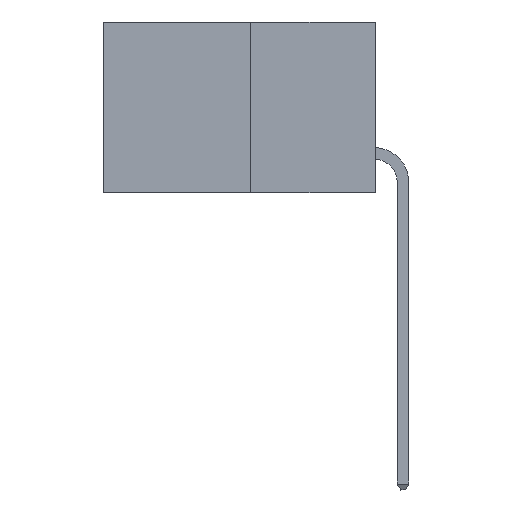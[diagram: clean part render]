
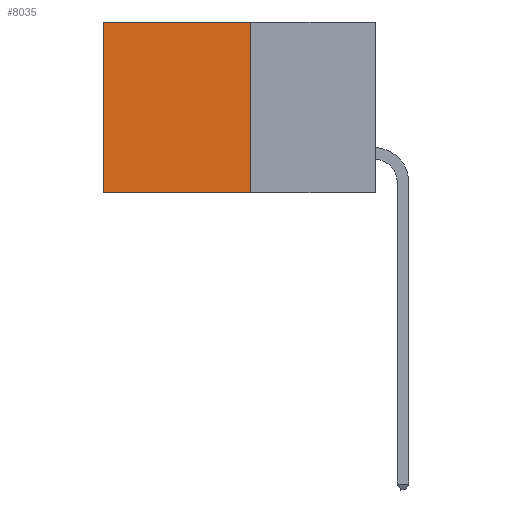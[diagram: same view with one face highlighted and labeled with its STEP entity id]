
A CAD part, left-side view. The second image highlights one B-rep face of the part: STEP entity #8035.
In plain terms, the highlighted planar face has unit normal (-1, 0, 0).
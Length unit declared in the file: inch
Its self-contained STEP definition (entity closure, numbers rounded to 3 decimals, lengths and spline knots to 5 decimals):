
#970 = VECTOR ( 'NONE', #9655, 39.37008 ) ;
#1438 = DIRECTION ( 'NONE',  ( 0., 1., 0. ) ) ;
#1662 = LINE ( 'NONE', #1786, #11849 ) ;
#1786 = CARTESIAN_POINT ( 'NONE',  ( 0.277, 0.59, -0.37 ) ) ;
#1969 = DIRECTION ( 'NONE',  ( 0., 0., -1. ) ) ;
#2247 = VERTEX_POINT ( 'NONE', #8124 ) ;
#2273 = EDGE_LOOP ( 'NONE', ( #12564, #11149, #4431, #11981 ) ) ;
#3039 = VECTOR ( 'NONE', #1438, 39.37008 ) ;
#3642 = LINE ( 'NONE', #10278, #970 ) ;
#4431 = ORIENTED_EDGE ( 'NONE', *, *, #7843, .F. ) ;
#4449 = CARTESIAN_POINT ( 'NONE',  ( 0.277, 0.27, -0.37 ) ) ;
#4592 = EDGE_CURVE ( 'NONE', #10697, #8588, #1662, .T. ) ;
#5252 = DIRECTION ( 'NONE',  ( 0., 0., -1. ) ) ;
#5325 = DIRECTION ( 'NONE',  ( 1., 0., 0. ) ) ;
#5338 = PLANE ( 'NONE',  #9011 ) ;
#5389 = VECTOR ( 'NONE', #13010, 39.37008 ) ;
#5680 = LINE ( 'NONE', #11070, #5389 ) ;
#5688 = CARTESIAN_POINT ( 'NONE',  ( 0.277, 0.27, -0.37 ) ) ;
#5710 = LINE ( 'NONE', #4449, #3039 ) ;
#6730 = FACE_OUTER_BOUND ( 'NONE', #2273, .T. ) ;
#7673 = CARTESIAN_POINT ( 'NONE',  ( 0.277, 0.27, 0. ) ) ;
#7843 = EDGE_CURVE ( 'NONE', #12820, #2247, #3642, .T. ) ;
#8035 = ADVANCED_FACE ( 'NONE', ( #6730 ), #5338, .F. ) ;
#8124 = CARTESIAN_POINT ( 'NONE',  ( 0.277, 0.27, -0.37 ) ) ;
#8588 = VERTEX_POINT ( 'NONE', #10685 ) ;
#9011 = AXIS2_PLACEMENT_3D ( 'NONE', #5688, #5325, #5252 ) ;
#9655 = DIRECTION ( 'NONE',  ( 0., 0., -1. ) ) ;
#10246 = EDGE_CURVE ( 'NONE', #2247, #8588, #5710, .T. ) ;
#10278 = CARTESIAN_POINT ( 'NONE',  ( 0.277, 0.27, -0.37 ) ) ;
#10685 = CARTESIAN_POINT ( 'NONE',  ( 0.277, 0.59, -0.37 ) ) ;
#10697 = VERTEX_POINT ( 'NONE', #11249 ) ;
#11070 = CARTESIAN_POINT ( 'NONE',  ( 0.277, 0.27, 0. ) ) ;
#11149 = ORIENTED_EDGE ( 'NONE', *, *, #10246, .F. ) ;
#11249 = CARTESIAN_POINT ( 'NONE',  ( 0.277, 0.59, 0. ) ) ;
#11761 = EDGE_CURVE ( 'NONE', #12820, #10697, #5680, .T. ) ;
#11849 = VECTOR ( 'NONE', #1969, 39.37008 ) ;
#11981 = ORIENTED_EDGE ( 'NONE', *, *, #11761, .T. ) ;
#12564 = ORIENTED_EDGE ( 'NONE', *, *, #4592, .T. ) ;
#12820 = VERTEX_POINT ( 'NONE', #7673 ) ;
#13010 = DIRECTION ( 'NONE',  ( 0., 1., 0. ) ) ;
